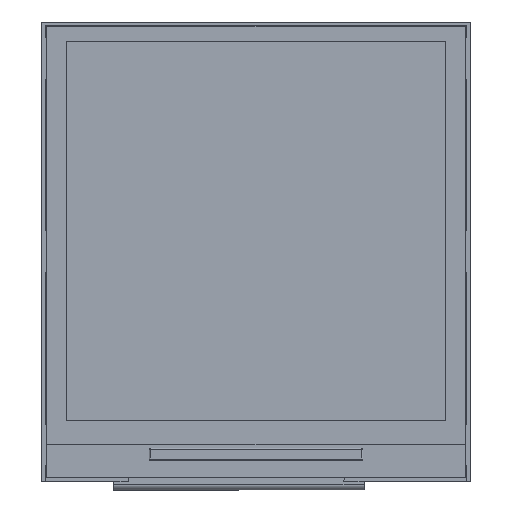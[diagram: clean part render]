
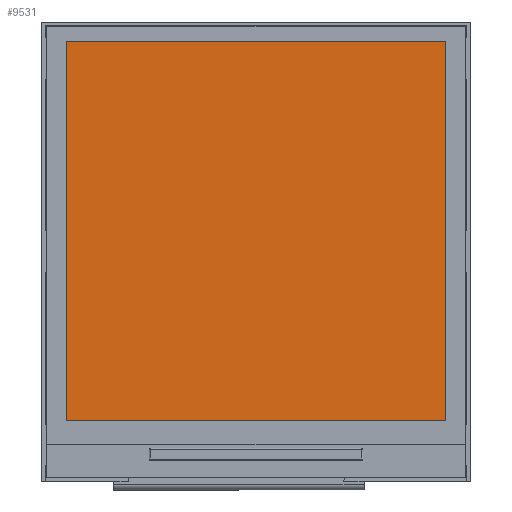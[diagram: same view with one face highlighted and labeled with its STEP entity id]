
A CAD part, top view. The second image highlights one B-rep face of the part: STEP entity #9531.
In plain terms, the highlighted planar face has unit normal (0, 0, 1).
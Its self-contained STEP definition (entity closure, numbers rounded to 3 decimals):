
#1356=ORIENTED_EDGE('',*,*,#2956,.F.);
#1357=ORIENTED_EDGE('',*,*,#2962,.F.);
#1358=ORIENTED_EDGE('',*,*,#2960,.F.);
#1359=ORIENTED_EDGE('',*,*,#2958,.F.);
#2956=EDGE_CURVE('',#3820,#3821,#4616,.T.);
#2958=EDGE_CURVE('',#3821,#3822,#4618,.T.);
#2960=EDGE_CURVE('',#3822,#3823,#4620,.T.);
#2962=EDGE_CURVE('',#3823,#3820,#4622,.T.);
#3820=VERTEX_POINT('',#12698);
#3821=VERTEX_POINT('',#12700);
#3822=VERTEX_POINT('',#12704);
#3823=VERTEX_POINT('',#12708);
#4616=LINE('',#12699,#5298);
#4618=LINE('',#12703,#5300);
#4620=LINE('',#12707,#5302);
#4622=LINE('',#12711,#5304);
#5298=VECTOR('',#10978,1000.);
#5300=VECTOR('',#10982,1000.);
#5302=VECTOR('',#10986,1000.);
#5304=VECTOR('',#10990,1000.);
#5654=EDGE_LOOP('',(#1356,#1357,#1358,#1359));
#6066=FACE_BOUND('',#5654,.T.);
#6472=PLANE('',#9960);
#9531=ADVANCED_FACE('',(#6066),#6472,.F.);
#9960=AXIS2_PLACEMENT_3D('',#12712,#10991,#10992);
#10978=DIRECTION('',(0.,1.,0.));
#10982=DIRECTION('',(1.,0.,0.));
#10986=DIRECTION('',(0.,-1.,0.));
#10990=DIRECTION('',(-1.,0.,0.));
#10991=DIRECTION('',(0.,0.,-1.));
#10992=DIRECTION('',(-1.,0.,0.));
#12698=CARTESIAN_POINT('',(-13.86,4.409,1.369));
#12699=CARTESIAN_POINT('',(-13.86,4.409,1.369));
#12700=CARTESIAN_POINT('',(-13.86,32.129,1.369));
#12703=CARTESIAN_POINT('',(-13.86,32.129,1.369));
#12704=CARTESIAN_POINT('',(13.86,32.129,1.369));
#12707=CARTESIAN_POINT('',(13.86,32.129,1.369));
#12708=CARTESIAN_POINT('',(13.86,4.409,1.369));
#12711=CARTESIAN_POINT('',(13.86,4.409,1.369));
#12712=CARTESIAN_POINT('',(0.,0.,1.369));
